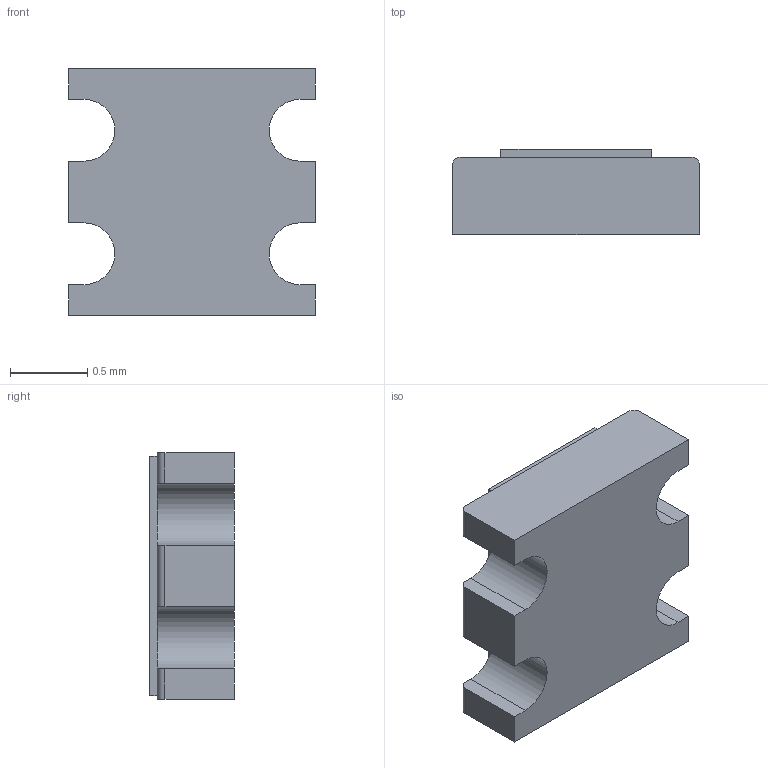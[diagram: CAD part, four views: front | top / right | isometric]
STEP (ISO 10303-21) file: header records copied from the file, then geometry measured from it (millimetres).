
FILE_DESCRIPTION (( 'STEP AP214' ), '1' );
FILE_NAME ('ArrayResistors_cat16-2res.STEP', '2020-11-17T13:20:44', ( '' ), ( '' ), 'SwSTEP 2.0', 'SolidWorks 2020', '' );
FILE_SCHEMA (( 'AUTOMOTIVE_DESIGN' ));
Length unit declared in the file: millimetre
Products named in the file (1): ArrayResistors_cat16-2res
Bounding box: 1.6 x 0.55 x 1.6 mm (x, y, z)
Volume: 1.1 mm3; surface area: 8.6 mm2
Topology: 1 solids, 1 shells, 33 faces, 90 edges, 60 vertices
Faces by surface type: plane 23, cylinder 10
Entity records: 1441 total; most frequent: CARTESIAN_POINT 184, ORIENTED_EDGE 180, DIRECTION 178, EDGE_CURVE 90, VECTOR 70, LINE 70, VERTEX_POINT 60, AXIS2_PLACEMENT_3D 54
